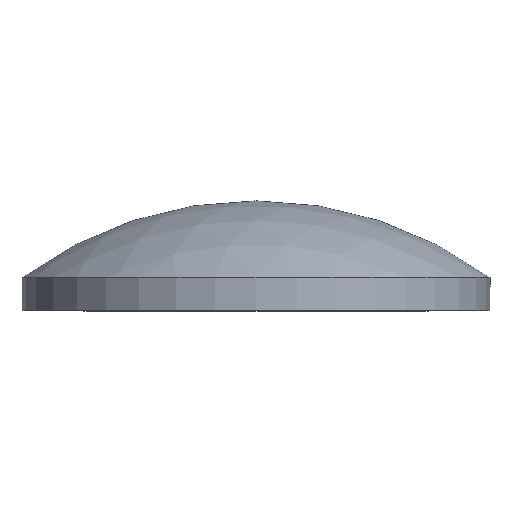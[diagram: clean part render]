
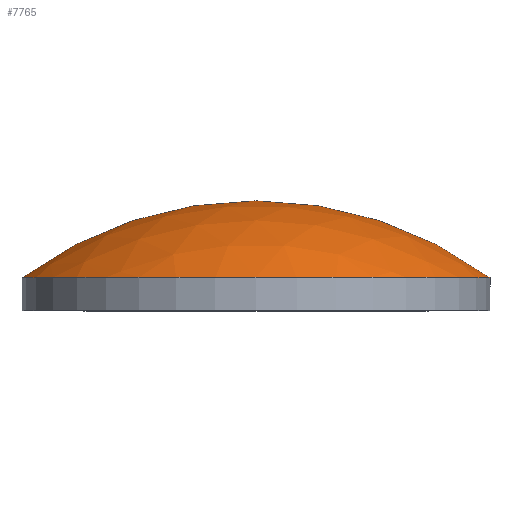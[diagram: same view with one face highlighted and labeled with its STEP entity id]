
A CAD part, top view. The second image highlights one B-rep face of the part: STEP entity #7765.
In plain terms, the highlighted spherical face has radius 17.953 mm.
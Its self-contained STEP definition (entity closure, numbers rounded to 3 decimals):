
#93 = CARTESIAN_POINT ( 'NONE',  ( 0., -12.953, 0. ) ) ;
#304 = CARTESIAN_POINT ( 'NONE',  ( 0., 5., 0. ) ) ;
#355 = DIRECTION ( 'NONE',  ( -1., 0., 0. ) ) ;
#1343 = DIRECTION ( 'NONE',  ( 0., 0., 1. ) ) ;
#1534 = VERTEX_POINT ( 'NONE', #8426 ) ;
#1846 = EDGE_CURVE ( 'NONE', #1534, #4233, #9963, .T. ) ;
#2082 = DIRECTION ( 'NONE',  ( 0., 0., -1. ) ) ;
#2927 = DIRECTION ( 'NONE',  ( 0., 0., 1. ) ) ;
#3440 = CARTESIAN_POINT ( 'NONE',  ( -10.65, 1.5, 0. ) ) ;
#3671 = DIRECTION ( 'NONE',  ( 1., 0., 0. ) ) ;
#4233 = VERTEX_POINT ( 'NONE', #3440 ) ;
#4557 = CARTESIAN_POINT ( 'NONE',  ( 0., 1.5, 0. ) ) ;
#4796 = CARTESIAN_POINT ( 'NONE',  ( 0., -12.953, 0. ) ) ;
#5350 = ORIENTED_EDGE ( 'NONE', *, *, #11725, .F. ) ;
#5515 = ORIENTED_EDGE ( 'NONE', *, *, #7672, .T. ) ;
#5777 = DIRECTION ( 'NONE',  ( 1., 0., 0. ) ) ;
#6729 = VERTEX_POINT ( 'NONE', #304 ) ;
#6770 = CARTESIAN_POINT ( 'NONE',  ( 0., -12.953, 0. ) ) ;
#7085 = AXIS2_PLACEMENT_3D ( 'NONE', #4557, #8155, #3671 ) ;
#7197 = ORIENTED_EDGE ( 'NONE', *, *, #1846, .F. ) ;
#7406 = AXIS2_PLACEMENT_3D ( 'NONE', #4796, #2082, #355 ) ;
#7672 = EDGE_CURVE ( 'NONE', #6729, #4233, #9708, .T. ) ;
#7765 = ADVANCED_FACE ( 'NONE', ( #9972 ), #9407, .T. ) ;
#7846 = AXIS2_PLACEMENT_3D ( 'NONE', #6770, #1343, #5777 ) ;
#8155 = DIRECTION ( 'NONE',  ( 0., -1., 0. ) ) ;
#8426 = CARTESIAN_POINT ( 'NONE',  ( 10.65, 1.5, 0. ) ) ;
#8448 = CIRCLE ( 'NONE', #7406, 17.953 ) ;
#8466 = DIRECTION ( 'NONE',  ( 1., 0., 0. ) ) ;
#9407 = SPHERICAL_SURFACE ( 'NONE', #7846, 17.953 ) ;
#9708 = CIRCLE ( 'NONE', #10755, 17.953 ) ;
#9963 = CIRCLE ( 'NONE', #7085, 10.65 ) ;
#9972 = FACE_OUTER_BOUND ( 'NONE', #10103, .T. ) ;
#10103 = EDGE_LOOP ( 'NONE', ( #5350, #5515, #7197 ) ) ;
#10755 = AXIS2_PLACEMENT_3D ( 'NONE', #93, #2927, #8466 ) ;
#11725 = EDGE_CURVE ( 'NONE', #6729, #1534, #8448, .T. ) ;
